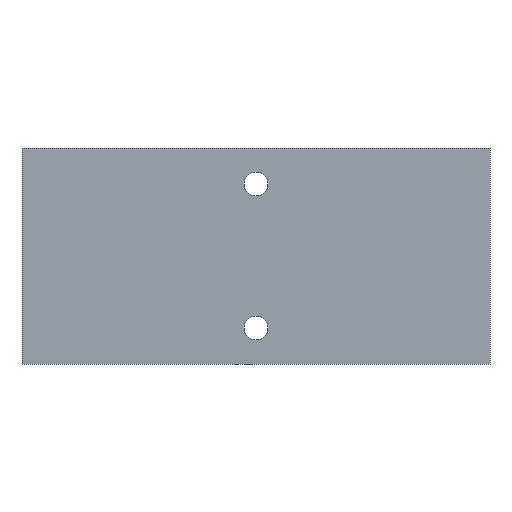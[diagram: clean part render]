
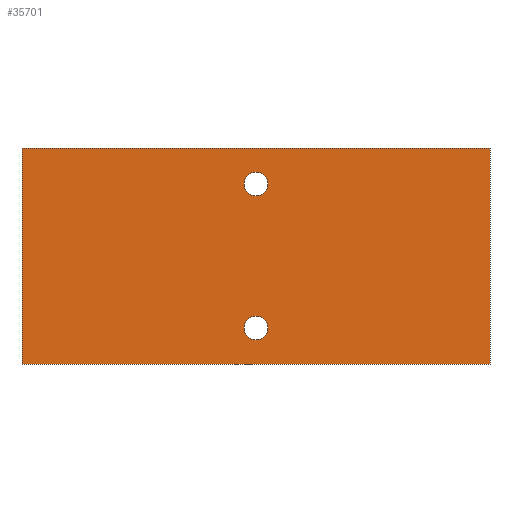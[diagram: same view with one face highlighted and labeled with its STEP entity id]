
A CAD part, front view. The second image highlights one B-rep face of the part: STEP entity #35701.
In plain terms, the highlighted planar face has unit normal (0, -1, 0).
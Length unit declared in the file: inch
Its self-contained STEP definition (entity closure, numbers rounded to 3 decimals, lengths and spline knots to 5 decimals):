
#424 = EDGE_CURVE ( 'NONE', #26452, #31003, #26580, .T. ) ;
#1050 = EDGE_CURVE ( 'NONE', #8468, #8468, #5638, .T. ) ;
#1476 = DIRECTION ( 'NONE',  ( 0., 1., 0. ) ) ;
#4888 = DIRECTION ( 'NONE',  ( 0., 0., -1. ) ) ;
#4987 = ORIENTED_EDGE ( 'NONE', *, *, #35221, .T. ) ;
#5638 = CIRCLE ( 'NONE', #29745, 0.164 ) ;
#5676 = EDGE_LOOP ( 'NONE', ( #27821, #15896, #23556, #34213 ) ) ;
#6806 = FACE_OUTER_BOUND ( 'NONE', #5676, .T. ) ;
#6817 = DIRECTION ( 'NONE',  ( 1., 0., 0. ) ) ;
#7256 = LINE ( 'NONE', #18220, #15034 ) ;
#8448 = DIRECTION ( 'NONE',  ( 0., 0., 1. ) ) ;
#8468 = VERTEX_POINT ( 'NONE', #10214 ) ;
#9147 = CARTESIAN_POINT ( 'NONE',  ( 0., 0., -0.836 ) ) ;
#9795 = EDGE_LOOP ( 'NONE', ( #4987 ) ) ;
#10107 = VECTOR ( 'NONE', #4888, 39.37008 ) ;
#10214 = CARTESIAN_POINT ( 'NONE',  ( 0., 0., 1.164 ) ) ;
#11407 = CARTESIAN_POINT ( 'NONE',  ( 0., 0., 1. ) ) ;
#11597 = VERTEX_POINT ( 'NONE', #9147 ) ;
#11980 = AXIS2_PLACEMENT_3D ( 'NONE', #18646, #1476, #21404 ) ;
#12860 = AXIS2_PLACEMENT_3D ( 'NONE', #13870, #33358, #16754 ) ;
#13617 = CARTESIAN_POINT ( 'NONE',  ( 3.25, 0., 1.5 ) ) ;
#13732 = CIRCLE ( 'NONE', #11980, 0.164 ) ;
#13870 = CARTESIAN_POINT ( 'NONE',  ( -3.25, 0., 1.5 ) ) ;
#15034 = VECTOR ( 'NONE', #6817, 39.37008 ) ;
#15896 = ORIENTED_EDGE ( 'NONE', *, *, #24761, .F. ) ;
#16754 = DIRECTION ( 'NONE',  ( -1., 0., 0. ) ) ;
#18220 = CARTESIAN_POINT ( 'NONE',  ( -3.25, 0., -1.5 ) ) ;
#18646 = CARTESIAN_POINT ( 'NONE',  ( 0., 0., -1. ) ) ;
#20043 = CARTESIAN_POINT ( 'NONE',  ( -3.25, 0., 1.5 ) ) ;
#20692 = CARTESIAN_POINT ( 'NONE',  ( 3.25, 0., -1.5 ) ) ;
#21128 = FACE_BOUND ( 'NONE', #31850, .T. ) ;
#21404 = DIRECTION ( 'NONE',  ( 0., 0., 1. ) ) ;
#22326 = VERTEX_POINT ( 'NONE', #13617 ) ;
#22961 = VERTEX_POINT ( 'NONE', #20692 ) ;
#23556 = ORIENTED_EDGE ( 'NONE', *, *, #29115, .F. ) ;
#24761 = EDGE_CURVE ( 'NONE', #22326, #22961, #31696, .T. ) ;
#24804 = CARTESIAN_POINT ( 'NONE',  ( 3.25, 0., 1.5 ) ) ;
#25167 = LINE ( 'NONE', #32017, #31658 ) ;
#25320 = ORIENTED_EDGE ( 'NONE', *, *, #1050, .T. ) ;
#25471 = DIRECTION ( 'NONE',  ( 0., 1., 0. ) ) ;
#26452 = VERTEX_POINT ( 'NONE', #34074 ) ;
#26580 = LINE ( 'NONE', #20043, #32751 ) ;
#27821 = ORIENTED_EDGE ( 'NONE', *, *, #31666, .T. ) ;
#28508 = FACE_BOUND ( 'NONE', #9795, .T. ) ;
#29115 = EDGE_CURVE ( 'NONE', #26452, #22326, #25167, .T. ) ;
#29745 = AXIS2_PLACEMENT_3D ( 'NONE', #11407, #25471, #8448 ) ;
#31003 = VERTEX_POINT ( 'NONE', #34754 ) ;
#31658 = VECTOR ( 'NONE', #35144, 39.37008 ) ;
#31666 = EDGE_CURVE ( 'NONE', #31003, #22961, #7256, .T. ) ;
#31696 = LINE ( 'NONE', #24804, #10107 ) ;
#31850 = EDGE_LOOP ( 'NONE', ( #25320 ) ) ;
#32017 = CARTESIAN_POINT ( 'NONE',  ( -3.25, 0., 1.5 ) ) ;
#32751 = VECTOR ( 'NONE', #32923, 39.37008 ) ;
#32923 = DIRECTION ( 'NONE',  ( 0., 0., -1. ) ) ;
#33358 = DIRECTION ( 'NONE',  ( 0., 1., 0. ) ) ;
#34074 = CARTESIAN_POINT ( 'NONE',  ( -3.25, 0., 1.5 ) ) ;
#34213 = ORIENTED_EDGE ( 'NONE', *, *, #424, .T. ) ;
#34754 = CARTESIAN_POINT ( 'NONE',  ( -3.25, 0., -1.5 ) ) ;
#35144 = DIRECTION ( 'NONE',  ( 1., 0., 0. ) ) ;
#35221 = EDGE_CURVE ( 'NONE', #11597, #11597, #13732, .T. ) ;
#35701 = ADVANCED_FACE ( 'NONE', ( #28508, #21128, #6806 ), #36029, .F. ) ;
#36029 = PLANE ( 'NONE',  #12860 ) ;
